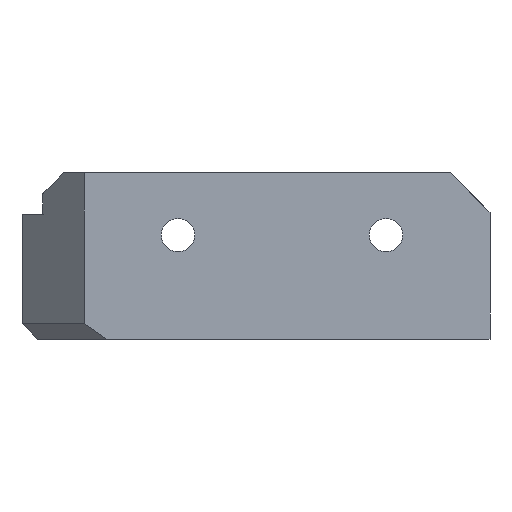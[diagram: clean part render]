
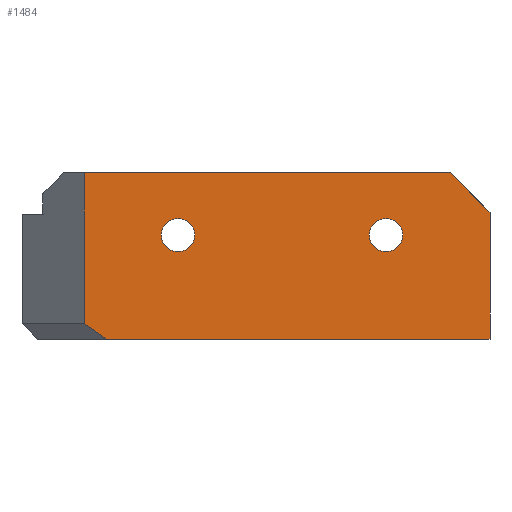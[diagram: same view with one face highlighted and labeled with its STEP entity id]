
A CAD part, left-side view. The second image highlights one B-rep face of the part: STEP entity #1484.
In plain terms, the highlighted planar face has unit normal (-1, 0, 0).
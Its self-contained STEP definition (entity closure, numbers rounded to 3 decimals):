
#1091 = VERTEX_POINT('',#1092);
#1092 = CARTESIAN_POINT('',(0.,-45.,0.));
#1098 = EDGE_CURVE('',#1099,#1091,#1101,.T.);
#1099 = VERTEX_POINT('',#1100);
#1100 = CARTESIAN_POINT('',(0.,-8.121,
    0.));
#1101 = LINE('',#1102,#1103);
#1102 = CARTESIAN_POINT('',(0.,-6.,0.));
#1103 = VECTOR('',#1104,1.);
#1104 = DIRECTION('',(-0.,-1.,-0.));
#1430 = EDGE_CURVE('',#1431,#1433,#1435,.T.);
#1431 = VERTEX_POINT('',#1432);
#1432 = CARTESIAN_POINT('',(0.,-6.,1.5));
#1433 = VERTEX_POINT('',#1434);
#1434 = CARTESIAN_POINT('',(0.,-6.,16.));
#1435 = LINE('',#1436,#1437);
#1436 = CARTESIAN_POINT('',(0.,-6.,0.));
#1437 = VECTOR('',#1438,1.);
#1438 = DIRECTION('',(0.,0.,1.));
#1473 = EDGE_CURVE('',#1099,#1431,#1474,.T.);
#1474 = LINE('',#1475,#1476);
#1475 = CARTESIAN_POINT('',(0.,-4.707,
    2.414));
#1476 = VECTOR('',#1477,1.);
#1477 = DIRECTION('',(0.,0.816,0.577));
#1484 = ADVANCED_FACE('',(#1485,#1512,#1523),#1534,.T.);
#1485 = FACE_BOUND('',#1486,.F.);
#1486 = EDGE_LOOP('',(#1487,#1488,#1496,#1504,#1510,#1511));
#1487 = ORIENTED_EDGE('',*,*,#1430,.T.);
#1488 = ORIENTED_EDGE('',*,*,#1489,.T.);
#1489 = EDGE_CURVE('',#1433,#1490,#1492,.T.);
#1490 = VERTEX_POINT('',#1491);
#1491 = CARTESIAN_POINT('',(0.,-41.21,16.));
#1492 = LINE('',#1493,#1494);
#1493 = CARTESIAN_POINT('',(0.,-6.,16.));
#1494 = VECTOR('',#1495,1.);
#1495 = DIRECTION('',(-0.,-1.,-0.));
#1496 = ORIENTED_EDGE('',*,*,#1497,.F.);
#1497 = EDGE_CURVE('',#1498,#1490,#1500,.T.);
#1498 = VERTEX_POINT('',#1499);
#1499 = CARTESIAN_POINT('',(0.,-45.,12.21));
#1500 = LINE('',#1501,#1502);
#1501 = CARTESIAN_POINT('',(0.,-37.355,19.855));
#1502 = VECTOR('',#1503,1.);
#1503 = DIRECTION('',(0.,0.707,0.707));
#1504 = ORIENTED_EDGE('',*,*,#1505,.F.);
#1505 = EDGE_CURVE('',#1091,#1498,#1506,.T.);
#1506 = LINE('',#1507,#1508);
#1507 = CARTESIAN_POINT('',(0.,-45.,0.));
#1508 = VECTOR('',#1509,1.);
#1509 = DIRECTION('',(0.,0.,1.));
#1510 = ORIENTED_EDGE('',*,*,#1098,.F.);
#1511 = ORIENTED_EDGE('',*,*,#1473,.T.);
#1512 = FACE_BOUND('',#1513,.F.);
#1513 = EDGE_LOOP('',(#1514));
#1514 = ORIENTED_EDGE('',*,*,#1515,.T.);
#1515 = EDGE_CURVE('',#1516,#1516,#1518,.T.);
#1516 = VERTEX_POINT('',#1517);
#1517 = CARTESIAN_POINT('',(0.,-16.6,10.));
#1518 = CIRCLE('',#1519,1.6);
#1519 = AXIS2_PLACEMENT_3D('',#1520,#1521,#1522);
#1520 = CARTESIAN_POINT('',(0.,-15.,10.));
#1521 = DIRECTION('',(-1.,0.,0.));
#1522 = DIRECTION('',(0.,-1.,0.));
#1523 = FACE_BOUND('',#1524,.F.);
#1524 = EDGE_LOOP('',(#1525));
#1525 = ORIENTED_EDGE('',*,*,#1526,.T.);
#1526 = EDGE_CURVE('',#1527,#1527,#1529,.T.);
#1527 = VERTEX_POINT('',#1528);
#1528 = CARTESIAN_POINT('',(0.,-36.6,10.));
#1529 = CIRCLE('',#1530,1.6);
#1530 = AXIS2_PLACEMENT_3D('',#1531,#1532,#1533);
#1531 = CARTESIAN_POINT('',(0.,-35.,10.));
#1532 = DIRECTION('',(-1.,0.,0.));
#1533 = DIRECTION('',(0.,-1.,0.));
#1534 = PLANE('',#1535);
#1535 = AXIS2_PLACEMENT_3D('',#1536,#1537,#1538);
#1536 = CARTESIAN_POINT('',(0.,-6.,0.));
#1537 = DIRECTION('',(-1.,-0.,-0.));
#1538 = DIRECTION('',(0.,1.,0.));
